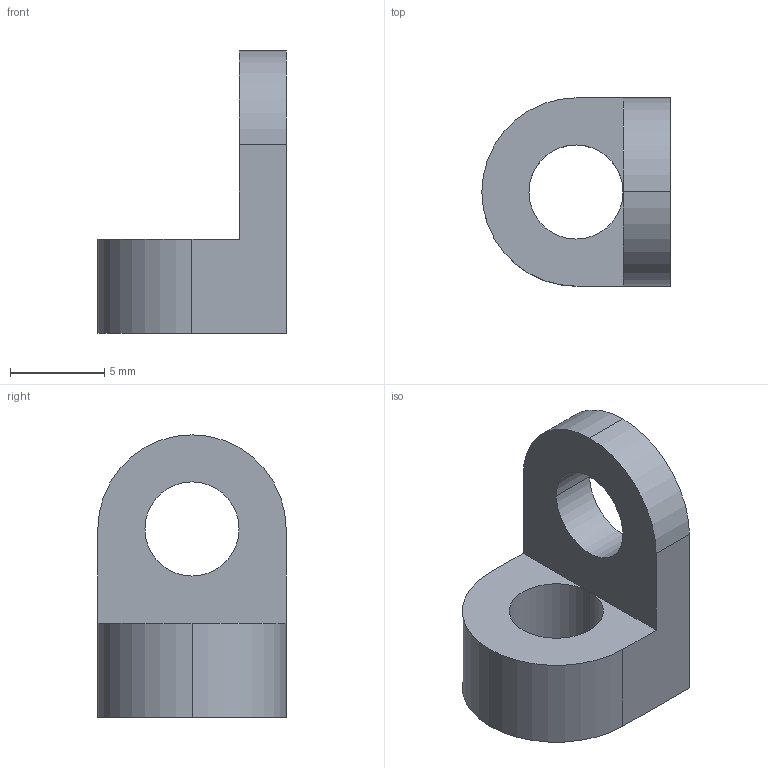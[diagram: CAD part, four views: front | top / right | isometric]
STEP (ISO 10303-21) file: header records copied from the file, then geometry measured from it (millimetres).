
FILE_DESCRIPTION (( 'STEP AP203' ), '1' );
FILE_NAME ('Part2-Assem1_Default_sldprt.STEP', '2025-11-25T22:38:34', ( '' ), ( '' ), 'SwSTEP 2.0', 'SolidWorks 2026', '' );
FILE_SCHEMA (( 'CONFIG_CONTROL_DESIGN' ));
Length unit declared in the file: millimetre
Products named in the file (1): Part2-Assem1_Default_sldprt
Bounding box: 10 x 10 x 15 mm (x, y, z)
Volume: 522.3 mm3; surface area: 614.2 mm2
Topology: 1 solids, 1 shells, 14 faces, 37 edges, 24 vertices
Faces by surface type: cylinder 8, plane 6
Entity records: 526 total; most frequent: DIRECTION 83, CARTESIAN_POINT 76, ORIENTED_EDGE 74, EDGE_CURVE 37, AXIS2_PLACEMENT_3D 31, VERTEX_POINT 24, VECTOR 21, LINE 21
